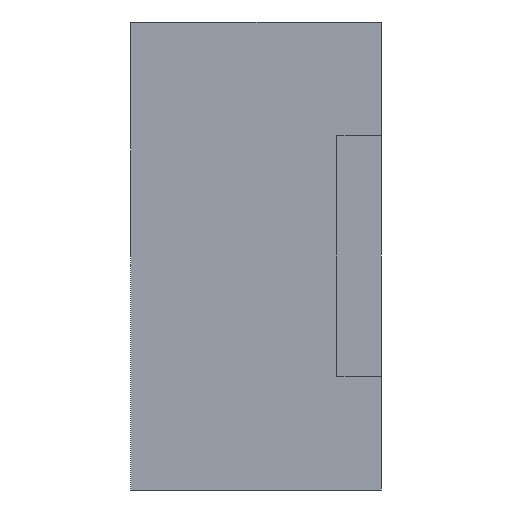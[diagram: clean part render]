
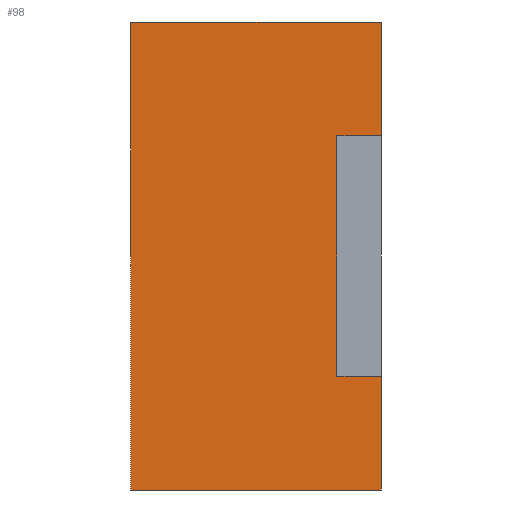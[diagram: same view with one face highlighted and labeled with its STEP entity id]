
A CAD part, left-side view. The second image highlights one B-rep face of the part: STEP entity #98.
In plain terms, the highlighted planar face has unit normal (-1, 0, 0).
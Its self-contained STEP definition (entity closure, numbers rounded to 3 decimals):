
#4 = VECTOR ( 'NONE', #18, 1000. ) ;
#8 = ORIENTED_EDGE ( 'NONE', *, *, #262, .F. ) ;
#10 = LINE ( 'NONE', #440, #4 ) ;
#11 = CARTESIAN_POINT ( 'NONE',  ( -4.533, 0.99, 4.133 ) ) ;
#12 = VERTEX_POINT ( 'NONE', #377 ) ;
#18 = DIRECTION ( 'NONE',  ( 0., -1., 0. ) ) ;
#35 = DIRECTION ( 'NONE',  ( 0., 0., -1. ) ) ;
#37 = VECTOR ( 'NONE', #35, 1000. ) ;
#59 = LINE ( 'NONE', #326, #246 ) ;
#64 = CARTESIAN_POINT ( 'NONE',  ( -4.533, 0.99, 2.283 ) ) ;
#65 = ORIENTED_EDGE ( 'NONE', *, *, #522, .T. ) ;
#69 = CARTESIAN_POINT ( 'NONE',  ( -4.533, 0., 2.733 ) ) ;
#74 = DIRECTION ( 'NONE',  ( 0., -1., 0. ) ) ;
#77 = DIRECTION ( 'NONE',  ( 0., 0., -1. ) ) ;
#93 = CARTESIAN_POINT ( 'NONE',  ( -4.533, 0., 4.133 ) ) ;
#98 = ADVANCED_FACE ( 'NONE', ( #254 ), #127, .F. ) ;
#116 = CARTESIAN_POINT ( 'NONE',  ( -4.533, 0.99, 4.133 ) ) ;
#124 = EDGE_CURVE ( 'NONE', #12, #536, #463, .T. ) ;
#127 = PLANE ( 'NONE',  #518 ) ;
#139 = VECTOR ( 'NONE', #341, 1000. ) ;
#144 = DIRECTION ( 'NONE',  ( 0., -1., 0. ) ) ;
#156 = CARTESIAN_POINT ( 'NONE',  ( -4.533, 0.175, 2.733 ) ) ;
#158 = CARTESIAN_POINT ( 'NONE',  ( -4.533, 0., 3.683 ) ) ;
#174 = ORIENTED_EDGE ( 'NONE', *, *, #249, .T. ) ;
#182 = EDGE_CURVE ( 'NONE', #12, #445, #484, .T. ) ;
#192 = DIRECTION ( 'NONE',  ( 0., -1., 0. ) ) ;
#196 = LINE ( 'NONE', #370, #265 ) ;
#200 = VECTOR ( 'NONE', #74, 1000. ) ;
#218 = ORIENTED_EDGE ( 'NONE', *, *, #124, .F. ) ;
#246 = VECTOR ( 'NONE', #144, 1000. ) ;
#249 = EDGE_CURVE ( 'NONE', #445, #273, #196, .T. ) ;
#254 = FACE_OUTER_BOUND ( 'NONE', #425, .T. ) ;
#255 = VERTEX_POINT ( 'NONE', #158 ) ;
#259 = ORIENTED_EDGE ( 'NONE', *, *, #353, .T. ) ;
#262 = EDGE_CURVE ( 'NONE', #482, #273, #59, .T. ) ;
#263 = DIRECTION ( 'NONE',  ( 0., 0., 1. ) ) ;
#265 = VECTOR ( 'NONE', #270, 1000. ) ;
#270 = DIRECTION ( 'NONE',  ( 0., 0., 1. ) ) ;
#273 = VERTEX_POINT ( 'NONE', #69 ) ;
#300 = VERTEX_POINT ( 'NONE', #410 ) ;
#306 = ORIENTED_EDGE ( 'NONE', *, *, #451, .F. ) ;
#308 = CARTESIAN_POINT ( 'NONE',  ( -4.533, 0.175, 2.733 ) ) ;
#309 = VERTEX_POINT ( 'NONE', #539 ) ;
#326 = CARTESIAN_POINT ( 'NONE',  ( -4.533, 0.175, 2.733 ) ) ;
#341 = DIRECTION ( 'NONE',  ( 0., 0., 1. ) ) ;
#348 = LINE ( 'NONE', #93, #409 ) ;
#353 = EDGE_CURVE ( 'NONE', #300, #255, #10, .T. ) ;
#370 = CARTESIAN_POINT ( 'NONE',  ( -4.533, 0., 4.133 ) ) ;
#373 = LINE ( 'NONE', #116, #200 ) ;
#377 = CARTESIAN_POINT ( 'NONE',  ( -4.533, 0.99, 2.283 ) ) ;
#382 = DIRECTION ( 'NONE',  ( 1., 0., 0. ) ) ;
#402 = ORIENTED_EDGE ( 'NONE', *, *, #420, .F. ) ;
#409 = VECTOR ( 'NONE', #263, 1000. ) ;
#410 = CARTESIAN_POINT ( 'NONE',  ( -4.533, 0.175, 3.683 ) ) ;
#417 = CARTESIAN_POINT ( 'NONE',  ( -4.533, 0., 2.283 ) ) ;
#420 = EDGE_CURVE ( 'NONE', #300, #482, #543, .T. ) ;
#424 = CARTESIAN_POINT ( 'NONE',  ( -4.533, 0.99, 4.133 ) ) ;
#425 = EDGE_LOOP ( 'NONE', ( #8, #402, #259, #65, #306, #218, #533, #174 ) ) ;
#440 = CARTESIAN_POINT ( 'NONE',  ( -4.533, 0.175, 3.683 ) ) ;
#445 = VERTEX_POINT ( 'NONE', #417 ) ;
#451 = EDGE_CURVE ( 'NONE', #536, #309, #373, .T. ) ;
#463 = LINE ( 'NONE', #556, #139 ) ;
#482 = VERTEX_POINT ( 'NONE', #308 ) ;
#484 = LINE ( 'NONE', #64, #507 ) ;
#507 = VECTOR ( 'NONE', #192, 1000. ) ;
#518 = AXIS2_PLACEMENT_3D ( 'NONE', #424, #382, #77 ) ;
#522 = EDGE_CURVE ( 'NONE', #255, #309, #348, .T. ) ;
#533 = ORIENTED_EDGE ( 'NONE', *, *, #182, .T. ) ;
#536 = VERTEX_POINT ( 'NONE', #11 ) ;
#539 = CARTESIAN_POINT ( 'NONE',  ( -4.533, 0., 4.133 ) ) ;
#543 = LINE ( 'NONE', #156, #37 ) ;
#556 = CARTESIAN_POINT ( 'NONE',  ( -4.533, 0.99, 4.133 ) ) ;
